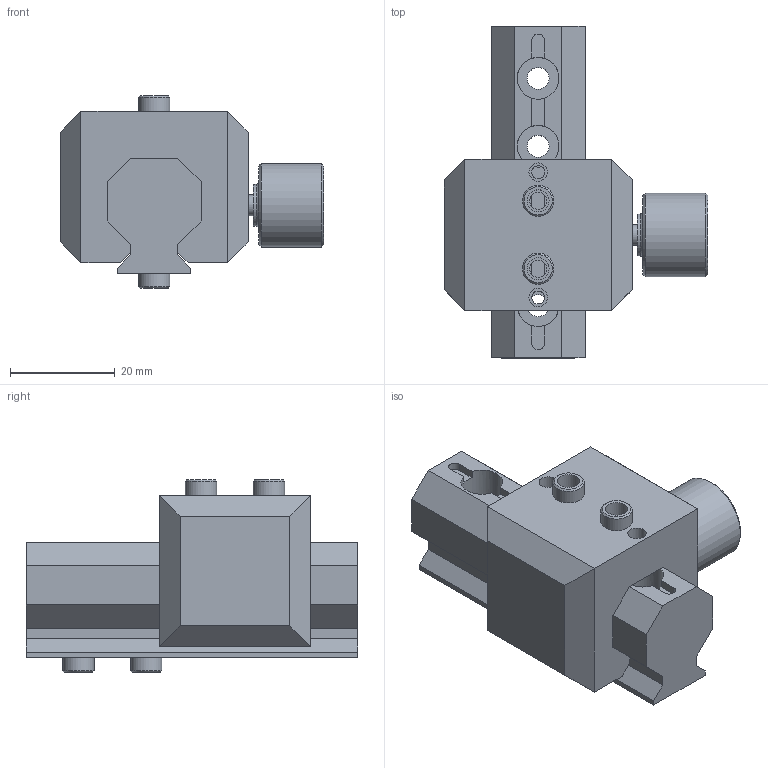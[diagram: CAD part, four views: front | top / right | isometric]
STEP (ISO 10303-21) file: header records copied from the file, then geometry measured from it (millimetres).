
FILE_DESCRIPTION(/* description */ (''),/* implementation_level */ '2;1');
FILE_NAME(/* name */ 'JUS-64.stp',/* time_stamp */ '2019-11-20T10:13:13+01:00',/* author */ ('Emilio'),/* organization */ (''),/* preprocessor_version */ 'ST-DEVELOPER v17',/* originating_system */ 'Autodesk Inventor 2019',/* authorisation */ '');
FILE_SCHEMA (('AUTOMOTIVE_DESIGN { 1 0 10303 214 3 1 1 }'));
Length unit declared in the file: millimetre
Products named in the file (4): JUS-64; JUS-64-SUPPORTO; JUS-64-REGOLAZIONE; BOCCOLA 6H7L5
Assembly tree (6 placements, depth 2):
  JUS-64
    JUS-64-SUPPORTO
    JUS-64-REGOLAZIONE
    BOCCOLA 6H7L5  x4
Bounding box: 50.5 x 63.5 x 36.9 mm (x, y, z)
Volume: 39492.4 mm3; surface area: 15510.8 mm2
Topology: 6 solids, 6 shells, 187 faces, 499 edges, 337 vertices
Faces by surface type: cylinder 93, plane 83, cone 10, torus 1
Full cylindrical faces by diameter (mm): 2.459 x2, 3.242 x2, 3.5 x2, 4 x1, 4.2 x8, 6 x10, 8 x5, 16 x1
Entity records: 5758 total; most frequent: DIRECTION 1055, CARTESIAN_POINT 967, ORIENTED_EDGE 938, EDGE_CURVE 469, AXIS2_PLACEMENT_3D 407, VERTEX_POINT 319, LINE 241, VECTOR 241
